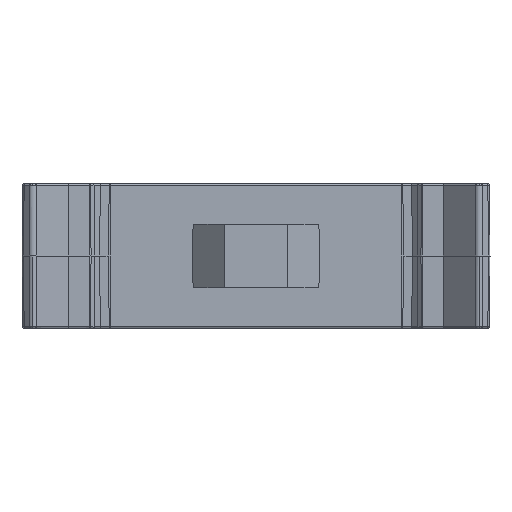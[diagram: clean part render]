
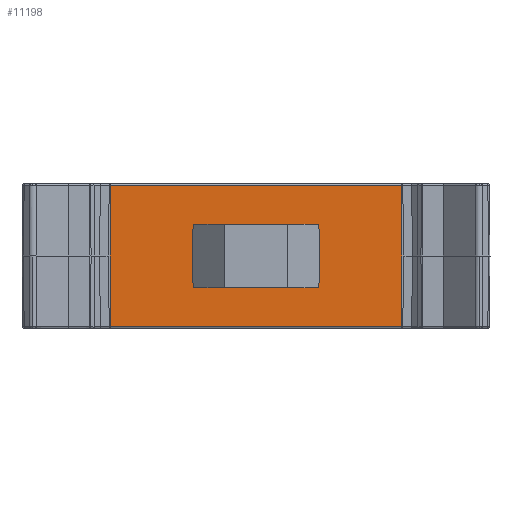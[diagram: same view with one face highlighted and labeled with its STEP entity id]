
A CAD part, front view. The second image highlights one B-rep face of the part: STEP entity #11198.
In plain terms, the highlighted planar face has unit normal (0, -1, 0).
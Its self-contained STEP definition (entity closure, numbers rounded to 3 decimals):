
#7 = CARTESIAN_POINT ( 'NONE',  ( -0.5, 0., 0. ) ) ;
#40 = VECTOR ( 'NONE', #6173, 1000. ) ;
#646 = AXIS2_PLACEMENT_3D ( 'NONE', #7, #7046, #1003 ) ;
#672 = LINE ( 'NONE', #6124, #10918 ) ;
#785 = ORIENTED_EDGE ( 'NONE', *, *, #6367, .F. ) ;
#870 = DIRECTION ( 'NONE',  ( 0., 1., 0. ) ) ;
#897 = VERTEX_POINT ( 'NONE', #8267 ) ;
#988 = CARTESIAN_POINT ( 'NONE',  ( -16.1, 0., 7.8 ) ) ;
#1003 = DIRECTION ( 'NONE',  ( 0., 0., 1. ) ) ;
#1056 = VERTEX_POINT ( 'NONE', #2949 ) ;
#1192 = VERTEX_POINT ( 'NONE', #10925 ) ;
#1593 = ORIENTED_EDGE ( 'NONE', *, *, #12889, .T. ) ;
#1621 = VECTOR ( 'NONE', #9006, 1000. ) ;
#1697 = LINE ( 'NONE', #5183, #12624 ) ;
#1835 = ORIENTED_EDGE ( 'NONE', *, *, #12867, .T. ) ;
#1908 = ORIENTED_EDGE ( 'NONE', *, *, #6347, .T. ) ;
#2310 = LINE ( 'NONE', #988, #12959 ) ;
#2439 = LINE ( 'NONE', #8123, #4707 ) ;
#2495 = ORIENTED_EDGE ( 'NONE', *, *, #6327, .T. ) ;
#2522 = EDGE_LOOP ( 'NONE', ( #13254, #785, #5154, #8365, #11505, #2790 ) ) ;
#2684 = DIRECTION ( 'NONE',  ( 0., 0., -1. ) ) ;
#2790 = ORIENTED_EDGE ( 'NONE', *, *, #12907, .T. ) ;
#2793 = CARTESIAN_POINT ( 'NONE',  ( 16.1, 0., 0. ) ) ;
#2949 = CARTESIAN_POINT ( 'NONE',  ( 4., 0., 0. ) ) ;
#3014 = DIRECTION ( 'NONE',  ( -1., 0., 0. ) ) ;
#3122 = DIRECTION ( 'NONE',  ( 0., 0., -1. ) ) ;
#3200 = VECTOR ( 'NONE', #2684, 1000. ) ;
#3895 = VERTEX_POINT ( 'NONE', #7500 ) ;
#4128 = CARTESIAN_POINT ( 'NONE',  ( 4., 0., 3.5 ) ) ;
#4537 = CARTESIAN_POINT ( 'NONE',  ( -4., 0., 3.5 ) ) ;
#4707 = VECTOR ( 'NONE', #9125, 1000. ) ;
#4817 = CARTESIAN_POINT ( 'NONE',  ( 16.1, 0., -7.8 ) ) ;
#4826 = ORIENTED_EDGE ( 'NONE', *, *, #12854, .F. ) ;
#4941 = LINE ( 'NONE', #7877, #10111 ) ;
#5154 = ORIENTED_EDGE ( 'NONE', *, *, #12982, .T. ) ;
#5183 = CARTESIAN_POINT ( 'NONE',  ( 4., 0., -3.5 ) ) ;
#5247 = LINE ( 'NONE', #4817, #7633 ) ;
#5299 = FACE_OUTER_BOUND ( 'NONE', #12257, .T. ) ;
#5305 = CARTESIAN_POINT ( 'NONE',  ( -0.5, 0., -3.5 ) ) ;
#5514 = VERTEX_POINT ( 'NONE', #13207 ) ;
#5834 = DIRECTION ( 'NONE',  ( 1., 0., 0. ) ) ;
#5886 = LINE ( 'NONE', #8768, #3200 ) ;
#5943 = VERTEX_POINT ( 'NONE', #4537 ) ;
#6124 = CARTESIAN_POINT ( 'NONE',  ( -4., 0., 3.5 ) ) ;
#6173 = DIRECTION ( 'NONE',  ( 0., 0., 1. ) ) ;
#6228 = DIRECTION ( 'NONE',  ( 0., 1., 0. ) ) ;
#6327 = EDGE_CURVE ( 'NONE', #5514, #10854, #2310, .T. ) ;
#6347 = EDGE_CURVE ( 'NONE', #1192, #897, #2439, .T. ) ;
#6367 = EDGE_CURVE ( 'NONE', #12452, #12958, #1697, .T. ) ;
#6914 = CARTESIAN_POINT ( 'NONE',  ( 0.5, 0., 0. ) ) ;
#6976 = CIRCLE ( 'NONE', #646, 3.5 ) ;
#7046 = DIRECTION ( 'NONE',  ( 0., 1., 0. ) ) ;
#7280 = CARTESIAN_POINT ( 'NONE',  ( 16.1, 0., 8. ) ) ;
#7315 = CIRCLE ( 'NONE', #13154, 3.5 ) ;
#7500 = CARTESIAN_POINT ( 'NONE',  ( 0.5, 0., 3.5 ) ) ;
#7633 = VECTOR ( 'NONE', #5834, 1000. ) ;
#7695 = FACE_BOUND ( 'NONE', #2522, .T. ) ;
#7791 = DIRECTION ( 'NONE',  ( 0., 0., -1. ) ) ;
#7877 = CARTESIAN_POINT ( 'NONE',  ( 4., 0., 3.5 ) ) ;
#7964 = DIRECTION ( 'NONE',  ( 0., 0., 1. ) ) ;
#8113 = LINE ( 'NONE', #4128, #40 ) ;
#8123 = CARTESIAN_POINT ( 'NONE',  ( -16.1, 0., 8. ) ) ;
#8267 = CARTESIAN_POINT ( 'NONE',  ( -16.1, 0., -7.8 ) ) ;
#8365 = ORIENTED_EDGE ( 'NONE', *, *, #13019, .F. ) ;
#8594 = LINE ( 'NONE', #9876, #10760 ) ;
#8665 = VERTEX_POINT ( 'NONE', #8922 ) ;
#8768 = CARTESIAN_POINT ( 'NONE',  ( 16.1, 0., 8. ) ) ;
#8922 = CARTESIAN_POINT ( 'NONE',  ( 16.1, 0., -7.8 ) ) ;
#8923 = DIRECTION ( 'NONE',  ( -1., 0., 0. ) ) ;
#9006 = DIRECTION ( 'NONE',  ( 0., 0., -1. ) ) ;
#9019 = VERTEX_POINT ( 'NONE', #2793 ) ;
#9125 = DIRECTION ( 'NONE',  ( 0., 0., -1. ) ) ;
#9384 = PLANE ( 'NONE',  #9939 ) ;
#9876 = CARTESIAN_POINT ( 'NONE',  ( -16.1, 0., 8. ) ) ;
#9939 = AXIS2_PLACEMENT_3D ( 'NONE', #7280, #6228, #10445 ) ;
#10041 = VERTEX_POINT ( 'NONE', #10303 ) ;
#10111 = VECTOR ( 'NONE', #8923, 1000. ) ;
#10303 = CARTESIAN_POINT ( 'NONE',  ( -4., 0., 0. ) ) ;
#10445 = DIRECTION ( 'NONE',  ( 0., 0., 1. ) ) ;
#10760 = VECTOR ( 'NONE', #7791, 1000. ) ;
#10854 = VERTEX_POINT ( 'NONE', #11162 ) ;
#10918 = VECTOR ( 'NONE', #3122, 1000. ) ;
#10925 = CARTESIAN_POINT ( 'NONE',  ( -16.1, 0., 0. ) ) ;
#11100 = CARTESIAN_POINT ( 'NONE',  ( 16.1, 0., 8. ) ) ;
#11162 = CARTESIAN_POINT ( 'NONE',  ( -16.1, 0., 7.8 ) ) ;
#11198 = ADVANCED_FACE ( 'NONE', ( #5299, #7695 ), #9384, .F. ) ;
#11505 = ORIENTED_EDGE ( 'NONE', *, *, #12892, .F. ) ;
#11858 = ORIENTED_EDGE ( 'NONE', *, *, #12932, .F. ) ;
#12223 = LINE ( 'NONE', #11100, #1621 ) ;
#12257 = EDGE_LOOP ( 'NONE', ( #11858, #2495, #1835, #1908, #1593, #4826 ) ) ;
#12423 = DIRECTION ( 'NONE',  ( 1., 0., 0. ) ) ;
#12452 = VERTEX_POINT ( 'NONE', #5305 ) ;
#12624 = VECTOR ( 'NONE', #12423, 1000. ) ;
#12854 = EDGE_CURVE ( 'NONE', #9019, #8665, #5886, .T. ) ;
#12867 = EDGE_CURVE ( 'NONE', #10854, #1192, #8594, .T. ) ;
#12889 = EDGE_CURVE ( 'NONE', #897, #8665, #5247, .T. ) ;
#12892 = EDGE_CURVE ( 'NONE', #3895, #5943, #4941, .T. ) ;
#12907 = EDGE_CURVE ( 'NONE', #3895, #1056, #7315, .T. ) ;
#12932 = EDGE_CURVE ( 'NONE', #5514, #9019, #12223, .T. ) ;
#12958 = VERTEX_POINT ( 'NONE', #13283 ) ;
#12959 = VECTOR ( 'NONE', #3014, 1000. ) ;
#12982 = EDGE_CURVE ( 'NONE', #12452, #10041, #6976, .T. ) ;
#13019 = EDGE_CURVE ( 'NONE', #5943, #10041, #672, .T. ) ;
#13030 = EDGE_CURVE ( 'NONE', #12958, #1056, #8113, .T. ) ;
#13154 = AXIS2_PLACEMENT_3D ( 'NONE', #6914, #870, #7964 ) ;
#13207 = CARTESIAN_POINT ( 'NONE',  ( 16.1, 0., 7.8 ) ) ;
#13254 = ORIENTED_EDGE ( 'NONE', *, *, #13030, .F. ) ;
#13283 = CARTESIAN_POINT ( 'NONE',  ( 4., 0., -3.5 ) ) ;
